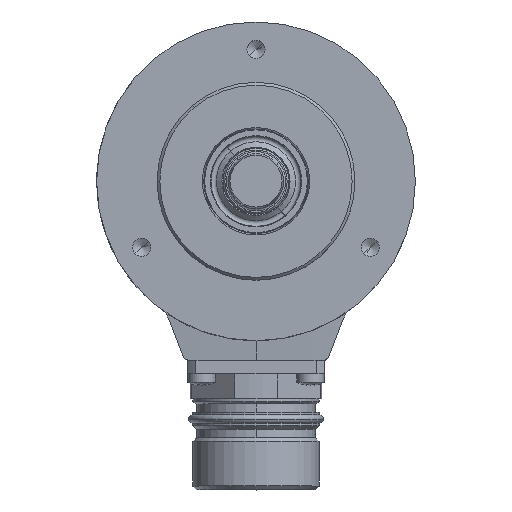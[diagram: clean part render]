
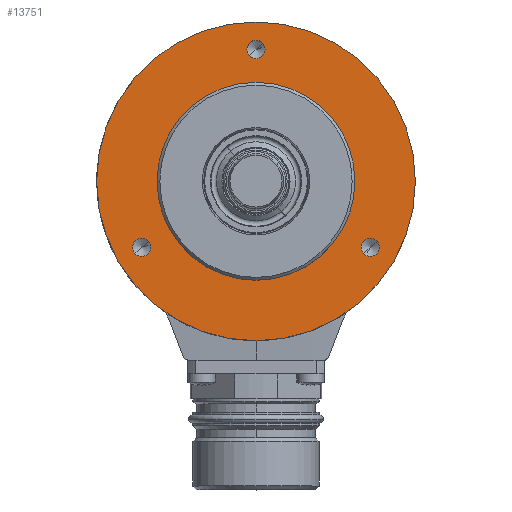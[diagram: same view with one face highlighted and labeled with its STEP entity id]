
A CAD part, top view. The second image highlights one B-rep face of the part: STEP entity #13751.
In plain terms, the highlighted planar face has unit normal (0, 0, 1).
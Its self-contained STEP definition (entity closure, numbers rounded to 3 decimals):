
#3233=CARTESIAN_POINT('',(0.,0.,20.5));
#3234=DIRECTION('',(0.,0.,1.));
#3235=DIRECTION('',(0.643,-0.766,0.));
#3236=AXIS2_PLACEMENT_3D('',#3233,#3234,#3235);
#3238=CARTESIAN_POINT('',(0.,0.,20.5));
#3239=DIRECTION('',(0.,0.,-1.));
#3240=DIRECTION('',(0.643,-0.766,0.));
#3241=AXIS2_PLACEMENT_3D('',#3238,#3239,#3240);
#3243=CARTESIAN_POINT('',(-20.785,-12.,20.5));
#3244=DIRECTION('',(0.,0.,1.));
#3245=DIRECTION('',(0.766,0.643,0.));
#3246=AXIS2_PLACEMENT_3D('',#3243,#3244,#3245);
#3248=CARTESIAN_POINT('',(-20.785,-12.,20.5));
#3249=DIRECTION('',(0.,0.,1.));
#3250=DIRECTION('',(-0.766,-0.643,0.));
#3251=AXIS2_PLACEMENT_3D('',#3248,#3249,#3250);
#3253=CARTESIAN_POINT('',(0.,24.,20.5));
#3254=DIRECTION('',(0.,0.,1.));
#3255=DIRECTION('',(0.766,0.643,0.));
#3256=AXIS2_PLACEMENT_3D('',#3253,#3254,#3255);
#3258=CARTESIAN_POINT('',(0.,24.,20.5));
#3259=DIRECTION('',(0.,0.,1.));
#3260=DIRECTION('',(-0.766,-0.643,0.));
#3261=AXIS2_PLACEMENT_3D('',#3258,#3259,#3260);
#3263=CARTESIAN_POINT('',(20.785,-12.,20.5));
#3264=DIRECTION('',(0.,0.,1.));
#3265=DIRECTION('',(0.766,0.643,0.));
#3266=AXIS2_PLACEMENT_3D('',#3263,#3264,#3265);
#3268=CARTESIAN_POINT('',(20.785,-12.,20.5));
#3269=DIRECTION('',(0.,0.,1.));
#3270=DIRECTION('',(-0.766,-0.643,0.));
#3271=AXIS2_PLACEMENT_3D('',#3268,#3269,#3270);
#3273=CARTESIAN_POINT('',(0.,0.,20.5));
#3274=DIRECTION('',(0.,0.,1.));
#3275=DIRECTION('',(0.643,-0.766,0.));
#3276=AXIS2_PLACEMENT_3D('',#3273,#3274,#3275);
#3283=CARTESIAN_POINT('',(0.,0.,20.5));
#3284=DIRECTION('',(0.,0.,1.));
#3285=DIRECTION('',(-0.643,0.766,0.));
#3286=AXIS2_PLACEMENT_3D('',#3283,#3284,#3285);
#7354=CARTESIAN_POINT('',(11.57,-13.789,20.5));
#7355=CARTESIAN_POINT('',(-11.57,13.789,20.5));
#7356=VERTEX_POINT('',#7354);
#7357=VERTEX_POINT('',#7355);
#7358=CARTESIAN_POINT('',(18.641,-22.215,20.5));
#7359=CARTESIAN_POINT('',(-18.641,22.215,20.5));
#7360=VERTEX_POINT('',#7358);
#7361=VERTEX_POINT('',#7359);
#7368=CARTESIAN_POINT('',(-19.521,-10.939,20.5));
#7369=VERTEX_POINT('',#7368);
#7370=CARTESIAN_POINT('',(-22.049,-13.061,20.5));
#7371=VERTEX_POINT('',#7370);
#7378=CARTESIAN_POINT('',(1.264,25.061,20.5));
#7379=VERTEX_POINT('',#7378);
#7380=CARTESIAN_POINT('',(-1.264,22.939,20.5));
#7381=VERTEX_POINT('',#7380);
#7388=CARTESIAN_POINT('',(22.049,-10.939,20.5));
#7389=VERTEX_POINT('',#7388);
#7390=CARTESIAN_POINT('',(19.521,-13.061,20.5));
#7391=VERTEX_POINT('',#7390);
#13718=CARTESIAN_POINT('',(0.,0.,20.5));
#13719=DIRECTION('',(0.,0.,1.));
#13720=DIRECTION('',(0.643,-0.766,0.));
#13721=AXIS2_PLACEMENT_3D('',#13718,#13719,#13720);
#13722=PLANE('',#13721);
#13724=ORIENTED_EDGE('',*,*,#13723,.F.);
#13726=ORIENTED_EDGE('',*,*,#13725,.F.);
#13727=EDGE_LOOP('',(#13724,#13726));
#13728=FACE_OUTER_BOUND('',#13727,.F.);
#13729=ORIENTED_EDGE('',*,*,#13705,.T.);
#13730=ORIENTED_EDGE('',*,*,#13684,.F.);
#13731=EDGE_LOOP('',(#13729,#13730));
#13732=FACE_BOUND('',#13731,.F.);
#13734=ORIENTED_EDGE('',*,*,#13733,.T.);
#13736=ORIENTED_EDGE('',*,*,#13735,.T.);
#13737=EDGE_LOOP('',(#13734,#13736));
#13738=FACE_BOUND('',#13737,.F.);
#13740=ORIENTED_EDGE('',*,*,#13739,.T.);
#13742=ORIENTED_EDGE('',*,*,#13741,.T.);
#13743=EDGE_LOOP('',(#13740,#13742));
#13744=FACE_BOUND('',#13743,.F.);
#13746=ORIENTED_EDGE('',*,*,#13745,.T.);
#13748=ORIENTED_EDGE('',*,*,#13747,.T.);
#13749=EDGE_LOOP('',(#13746,#13748));
#13750=FACE_BOUND('',#13749,.F.);
#3237=CIRCLE('',#3236,18.);
#3242=CIRCLE('',#3241,18.);
#3247=CIRCLE('',#3246,1.65);
#3252=CIRCLE('',#3251,1.65);
#3257=CIRCLE('',#3256,1.65);
#3262=CIRCLE('',#3261,1.65);
#3267=CIRCLE('',#3266,1.65);
#3272=CIRCLE('',#3271,1.65);
#3277=CIRCLE('',#3276,29.);
#3287=CIRCLE('',#3286,29.);
#13684=EDGE_CURVE('',#7356,#7357,#3242,.T.);
#13705=EDGE_CURVE('',#7356,#7357,#3237,.T.);
#13723=EDGE_CURVE('',#7360,#7361,#3277,.T.);
#13725=EDGE_CURVE('',#7361,#7360,#3287,.T.);
#13733=EDGE_CURVE('',#7369,#7371,#3247,.T.);
#13735=EDGE_CURVE('',#7371,#7369,#3252,.T.);
#13739=EDGE_CURVE('',#7379,#7381,#3257,.T.);
#13741=EDGE_CURVE('',#7381,#7379,#3262,.T.);
#13745=EDGE_CURVE('',#7389,#7391,#3267,.T.);
#13747=EDGE_CURVE('',#7391,#7389,#3272,.T.);
#13751=ADVANCED_FACE('',(#13728,#13732,#13738,#13744,#13750),#13722,.T.);
